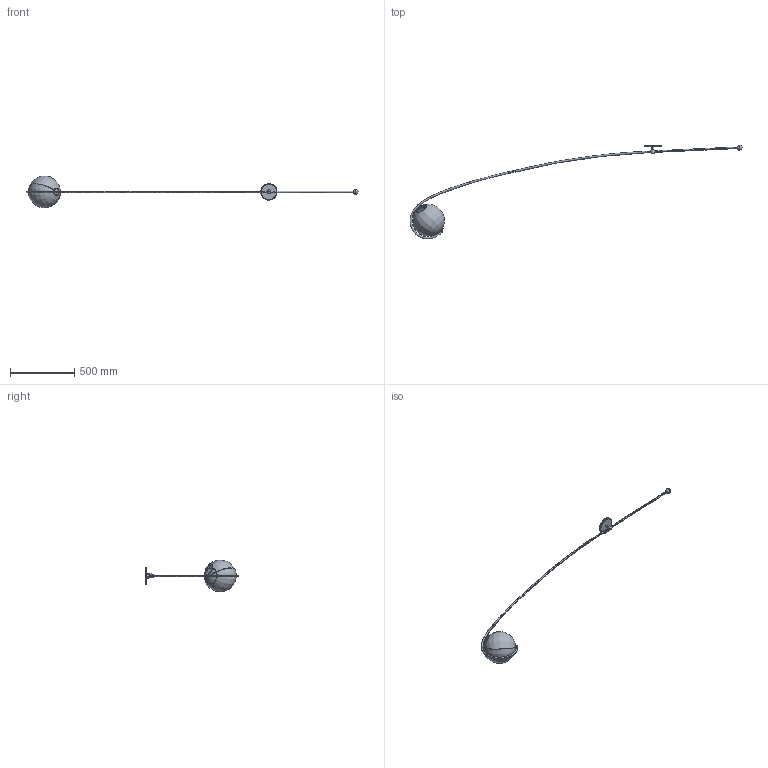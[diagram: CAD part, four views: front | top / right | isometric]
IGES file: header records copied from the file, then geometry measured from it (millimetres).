
Start section: SolidWorks IGES file using analytic representation for surfaces
Global section: file name: FIDL- Fiddlehead Cantilever.IGS; native system: SolidWorks 2015; preprocessor: SolidWorks 2015; author: RV; date: 190716.134741; units: millimetre
Bounding box: 2577.02 x 726.26 x 245.83 mm (x, y, z)
Surface area: 601742.6 mm2 (no closed solid volume)
Topology: 0 solids, 0 shells, 137 faces, 2870 edges, 2864 vertices
Faces by surface type: revolution 77, bspline 60
